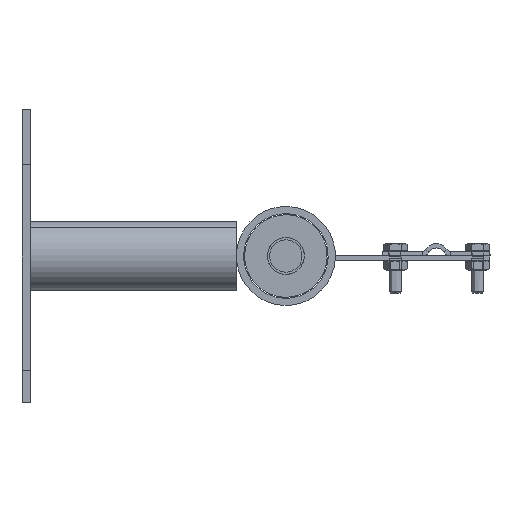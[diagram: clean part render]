
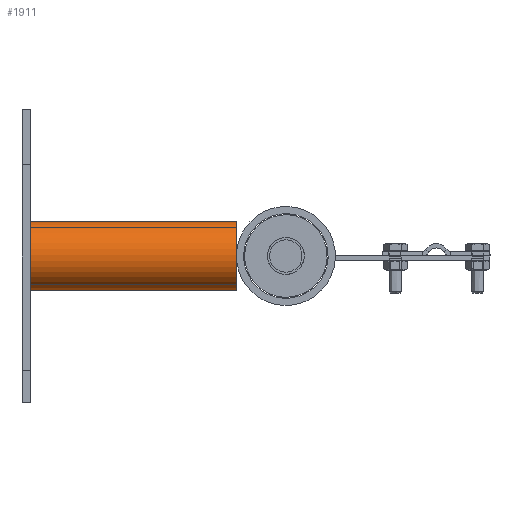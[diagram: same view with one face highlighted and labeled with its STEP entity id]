
A CAD part, front view. The second image highlights one B-rep face of the part: STEP entity #1911.
In plain terms, the highlighted cylindrical face has radius 16.75 mm (diameter 33.5 mm), a full revolution.
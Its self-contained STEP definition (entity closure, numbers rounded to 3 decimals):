
#225=CYLINDRICAL_SURFACE('',#2373,16.75);
#338=CIRCLE('',#2374,16.75);
#339=CIRCLE('',#2375,16.75);
#448=FACE_OUTER_BOUND('',#600,.T.);
#600=EDGE_LOOP('',(#1653,#1654,#1655,#1656));
#737=LINE('',#3517,#856);
#856=VECTOR('',#2900,16.75);
#994=VERTEX_POINT('',#3514);
#995=VERTEX_POINT('',#3516);
#1219=EDGE_CURVE('',#994,#994,#338,.T.);
#1220=EDGE_CURVE('',#994,#995,#737,.T.);
#1221=EDGE_CURVE('',#995,#995,#339,.T.);
#1653=ORIENTED_EDGE('',*,*,#1219,.F.);
#1654=ORIENTED_EDGE('',*,*,#1220,.T.);
#1655=ORIENTED_EDGE('',*,*,#1221,.T.);
#1656=ORIENTED_EDGE('',*,*,#1220,.F.);
#1911=ADVANCED_FACE('',(#448),#225,.T.);
#2373=AXIS2_PLACEMENT_3D('',#3513,#2896,#2897);
#2374=AXIS2_PLACEMENT_3D('',#3515,#2898,#2899);
#2375=AXIS2_PLACEMENT_3D('',#3518,#2901,#2902);
#2896=DIRECTION('center_axis',(0.,0.,1.));
#2897=DIRECTION('ref_axis',(1.,0.,0.));
#2898=DIRECTION('center_axis',(0.,0.,1.));
#2899=DIRECTION('ref_axis',(1.,0.,0.));
#2900=DIRECTION('',(0.,0.,-1.));
#2901=DIRECTION('center_axis',(0.,0.,1.));
#2902=DIRECTION('ref_axis',(1.,0.,0.));
#3513=CARTESIAN_POINT('Origin',(0.,0.,0.));
#3514=CARTESIAN_POINT('',(-16.75,0.,100.));
#3515=CARTESIAN_POINT('Origin',(0.,0.,100.));
#3516=CARTESIAN_POINT('',(-16.75,0.,0.));
#3517=CARTESIAN_POINT('',(-16.75,0.,0.));
#3518=CARTESIAN_POINT('Origin',(0.,0.,0.));
